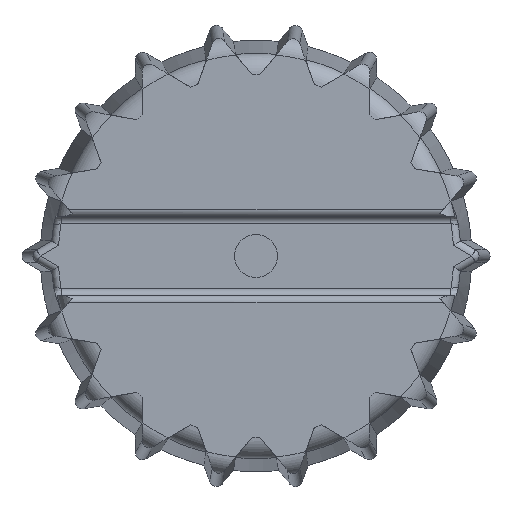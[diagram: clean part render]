
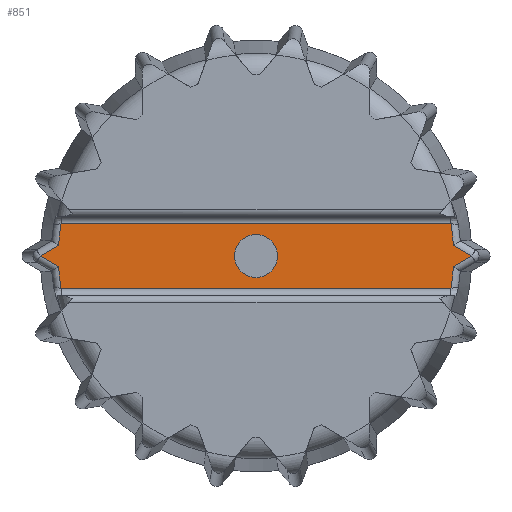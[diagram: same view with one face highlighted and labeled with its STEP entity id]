
A CAD part, left-side view. The second image highlights one B-rep face of the part: STEP entity #851.
In plain terms, the highlighted planar face has unit normal (-1, 0, 0).
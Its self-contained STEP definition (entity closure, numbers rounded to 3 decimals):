
#109=LINE('',#5601,#229);
#110=LINE('',#5603,#230);
#112=LINE('',#5635,#232);
#114=LINE('',#5667,#234);
#115=LINE('',#5669,#235);
#117=LINE('',#5701,#237);
#229=VECTOR('',#3211,1.);
#230=VECTOR('',#3214,1.);
#232=VECTOR('',#3224,1.);
#234=VECTOR('',#3234,1.);
#235=VECTOR('',#3237,1.);
#237=VECTOR('',#3247,1.);
#674=PLANE('',#2896);
#851=ADVANCED_FACE('',(#906,#907),#674,.F.);
#906=FACE_BOUND('',#1069,.T.);
#907=FACE_BOUND('',#1070,.T.);
#1069=EDGE_LOOP('',(#1842));
#1070=EDGE_LOOP('',(#1843,#1844,#1845,#1846,#1847,#1848,#1849,#1850,#1851,
#1852));
#1842=ORIENTED_EDGE('',*,*,#2508,.T.);
#1843=ORIENTED_EDGE('',*,*,#2507,.T.);
#1844=ORIENTED_EDGE('',*,*,#2360,.T.);
#1845=ORIENTED_EDGE('',*,*,#2358,.T.);
#1846=ORIENTED_EDGE('',*,*,#2354,.T.);
#1847=ORIENTED_EDGE('',*,*,#2353,.T.);
#1848=ORIENTED_EDGE('',*,*,#2349,.T.);
#1849=ORIENTED_EDGE('',*,*,#2347,.T.);
#1850=ORIENTED_EDGE('',*,*,#2345,.T.);
#1851=ORIENTED_EDGE('',*,*,#2341,.T.);
#1852=ORIENTED_EDGE('',*,*,#2340,.T.);
#1940=VERTEX_POINT('',#4465);
#1944=VERTEX_POINT('',#4491);
#1946=VERTEX_POINT('',#4496);
#2022=VERTEX_POINT('',#5457);
#2025=VERTEX_POINT('',#5475);
#2031=VERTEX_POINT('',#5529);
#2034=VERTEX_POINT('',#5600);
#2035=VERTEX_POINT('',#5604);
#2039=VERTEX_POINT('',#5640);
#2041=VERTEX_POINT('',#5670);
#2117=VERTEX_POINT('',#6107);
#2340=EDGE_CURVE('',#2025,#2034,#109,.T.);
#2341=EDGE_CURVE('',#2035,#2025,#110,.T.);
#2345=EDGE_CURVE('',#2022,#2035,#2601,.T.);
#2347=EDGE_CURVE('',#1946,#2022,#112,.T.);
#2349=EDGE_CURVE('',#2039,#1946,#2604,.T.);
#2353=EDGE_CURVE('',#1944,#2039,#114,.T.);
#2354=EDGE_CURVE('',#2041,#1944,#115,.T.);
#2358=EDGE_CURVE('',#1940,#2041,#2605,.T.);
#2360=EDGE_CURVE('',#2031,#1940,#117,.T.);
#2507=EDGE_CURVE('',#2034,#2031,#2627,.T.);
#2508=EDGE_CURVE('',#2117,#2117,#2628,.T.);
#2601=CIRCLE('',#2768,5.496);
#2604=CIRCLE('',#2773,5.496);
#2605=CIRCLE('',#2777,5.496);
#2627=CIRCLE('',#2893,5.496);
#2628=CIRCLE('',#2895,0.6);
#2768=AXIS2_PLACEMENT_3D('',#5632,#3218,#3219);
#2773=AXIS2_PLACEMENT_3D('',#5639,#3229,#3230);
#2777=AXIS2_PLACEMENT_3D('',#5698,#3241,#3242);
#2893=AXIS2_PLACEMENT_3D('',#6104,#3546,#3547);
#2895=AXIS2_PLACEMENT_3D('',#6106,#3550,#3551);
#2896=AXIS2_PLACEMENT_3D('',#6108,#3552,#3553);
#3211=DIRECTION('',(0.,0.866,0.499));
#3214=DIRECTION('',(0.,-0.866,0.499));
#3218=DIRECTION('',(-1.,0.,0.));
#3219=DIRECTION('',(0.,0.,-1.));
#3224=DIRECTION('',(0.,-1.,0.));
#3229=DIRECTION('',(-1.,0.,0.));
#3230=DIRECTION('',(0.,0.,-1.));
#3234=DIRECTION('',(0.,-0.866,-0.499));
#3237=DIRECTION('',(0.,0.866,-0.499));
#3241=DIRECTION('',(-1.,0.,0.));
#3242=DIRECTION('',(0.,0.,-1.));
#3247=DIRECTION('',(0.,1.,0.));
#3546=DIRECTION('',(-1.,0.,0.));
#3547=DIRECTION('',(0.,0.,-1.));
#3550=DIRECTION('',(1.,0.,0.));
#3551=DIRECTION('',(0.,0.,-1.));
#3552=DIRECTION('',(1.,0.,0.));
#3553=DIRECTION('',(0.,0.,-1.));
#4465=CARTESIAN_POINT('',(1.5,5.422,0.9));
#4491=CARTESIAN_POINT('',(1.5,6.005,0.));
#4496=CARTESIAN_POINT('',(1.5,5.422,-0.9));
#5457=CARTESIAN_POINT('',(1.5,-5.422,-0.9));
#5475=CARTESIAN_POINT('',(1.5,-6.005,0.));
#5529=CARTESIAN_POINT('',(1.5,-5.422,0.9));
#5600=CARTESIAN_POINT('',(1.5,-5.488,0.298));
#5601=CARTESIAN_POINT('',(1.5,-5.573,0.249));
#5603=CARTESIAN_POINT('',(1.5,-5.997,-0.004));
#5604=CARTESIAN_POINT('',(1.5,-5.488,-0.298));
#5632=CARTESIAN_POINT('',(1.5,0.,0.));
#5635=CARTESIAN_POINT('',(1.5,-5.385,-0.9));
#5639=CARTESIAN_POINT('',(1.5,0.,0.));
#5640=CARTESIAN_POINT('',(1.5,5.488,-0.298));
#5667=CARTESIAN_POINT('',(1.5,5.573,-0.249));
#5669=CARTESIAN_POINT('',(1.5,5.997,0.004));
#5670=CARTESIAN_POINT('',(1.5,5.488,0.298));
#5698=CARTESIAN_POINT('',(1.5,0.,0.));
#5701=CARTESIAN_POINT('',(1.5,5.385,0.9));
#6104=CARTESIAN_POINT('',(1.5,0.,0.));
#6106=CARTESIAN_POINT('',(1.5,0.,0.));
#6107=CARTESIAN_POINT('',(1.5,0.,-0.6));
#6108=CARTESIAN_POINT('',(1.5,6.5,1.1));
